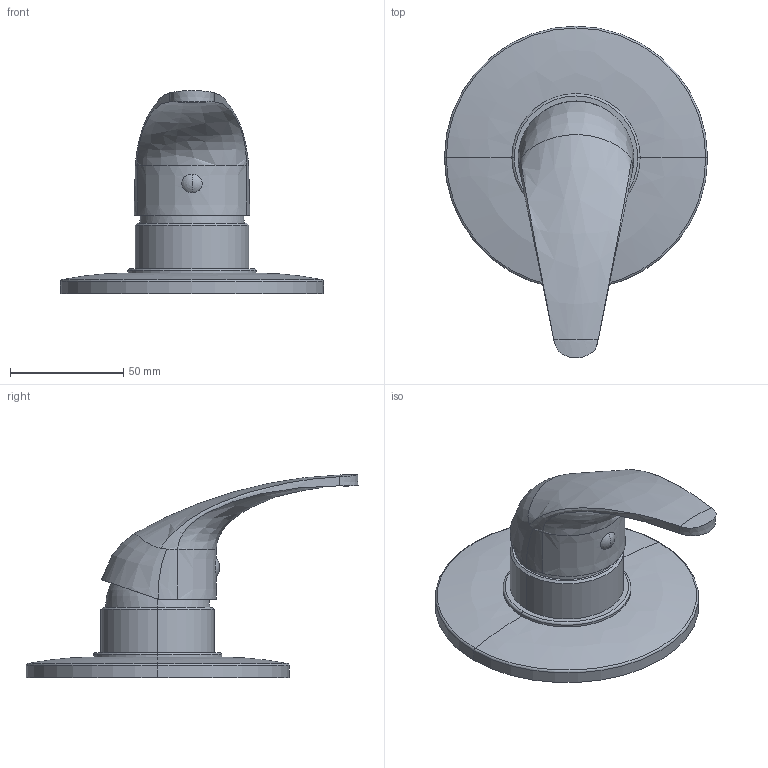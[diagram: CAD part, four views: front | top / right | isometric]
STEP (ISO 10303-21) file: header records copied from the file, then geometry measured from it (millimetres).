
FILE_DESCRIPTION((''),'2;1');
FILE_NAME('ND010CR','2021-11-10T09:59:24',('ut3'),('PAFFONI SpA'),'CREO PARAMETRIC BY PTC INC, 2020044','CREO PARAMETRIC BY PTC INC, 2020044','');
FILE_SCHEMA(('CONFIG_CONTROL_DESIGN','SHAPE_APPEARANCE_LAYERS_GROUPS'));
Length unit declared in the file: millimetre
Products named in the file (1): ND010CR
Bounding box: 116 x 146.32 x 89.5 mm (x, y, z)
Volume: 191747.7 mm3; surface area: 43300.7 mm2
Topology: 1 solids, 1 shells, 73 faces, 195 edges, 123 vertices
Faces by surface type: plane 29, bspline 18, cylinder 14, cone 6, torus 4, sphere 2
Entity records: 4115 total; most frequent: CARTESIAN_POINT 1894, ORIENTED_EDGE 378, DIRECTION 292, EDGE_CURVE 189, VERTEX_POINT 123, AXIS2_PLACEMENT_3D 112, EDGE_LOOP 78, FACE_OUTER_BOUND 73
